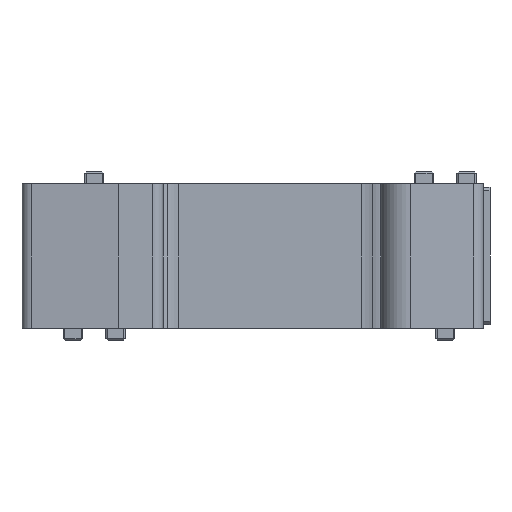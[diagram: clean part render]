
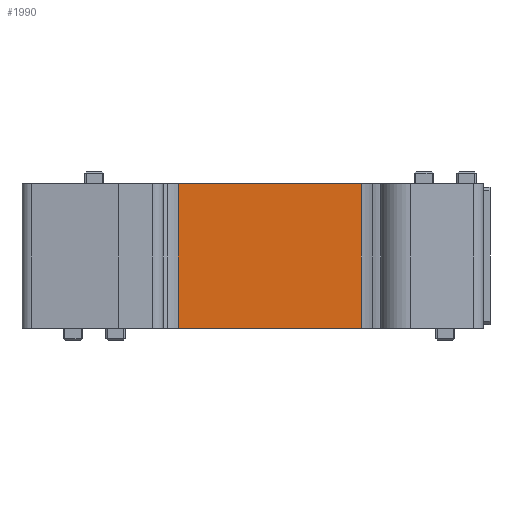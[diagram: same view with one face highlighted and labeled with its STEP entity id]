
A CAD part, front view. The second image highlights one B-rep face of the part: STEP entity #1990.
In plain terms, the highlighted planar face has unit normal (0, -1, 0).
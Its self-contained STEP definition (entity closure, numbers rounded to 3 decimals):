
#844=FACE_OUTER_BOUND('',#4093,.T.);
#1990=ADVANCED_FACE('',(#844),#3190,.F.);
#3190=PLANE('',#23938);
#4093=EDGE_LOOP('',(#7349,#7350,#7351,#7352));
#7349=ORIENTED_EDGE('',*,*,#15674,.T.);
#7350=ORIENTED_EDGE('',*,*,#16393,.T.);
#7351=ORIENTED_EDGE('',*,*,#16129,.T.);
#7352=ORIENTED_EDGE('',*,*,#16394,.T.);
#13357=VERTEX_POINT('',#33101);
#13358=VERTEX_POINT('',#33103);
#13790=VERTEX_POINT('',#33997);
#13791=VERTEX_POINT('',#33999);
#15674=EDGE_CURVE('',#13358,#13357,#18985,.T.);
#16129=EDGE_CURVE('',#13791,#13790,#19277,.T.);
#16393=EDGE_CURVE('',#13357,#13791,#19489,.T.);
#16394=EDGE_CURVE('',#13790,#13358,#19490,.T.);
#18985=LINE('',#33102,#21364);
#19277=LINE('',#33998,#21656);
#19489=LINE('',#34501,#21868);
#19490=LINE('',#34502,#21869);
#21364=VECTOR('',#26193,1.);
#21656=VECTOR('',#26827,1.);
#21868=VECTOR('',#27203,1.);
#21869=VECTOR('',#27204,1.);
#23938=AXIS2_PLACEMENT_3D('',#34503,#27205,#27206);
#26193=DIRECTION('',(-1.,0.,0.));
#26827=DIRECTION('',(1.,0.,0.));
#27203=DIRECTION('',(0.,0.,-1.));
#27204=DIRECTION('',(0.,0.,1.));
#27205=DIRECTION('',(0.,1.,0.));
#27206=DIRECTION('',(0.,0.,1.));
#33101=CARTESIAN_POINT('',(-13.321,-0.5,26.5));
#33102=CARTESIAN_POINT('',(0.,-0.5,26.5));
#33103=CARTESIAN_POINT('',(13.321,-0.5,26.5));
#33997=CARTESIAN_POINT('',(13.321,-0.5,5.5));
#33998=CARTESIAN_POINT('',(0.,-0.5,5.5));
#33999=CARTESIAN_POINT('',(-13.321,-0.5,5.5));
#34501=CARTESIAN_POINT('',(-13.321,-0.5,0.));
#34502=CARTESIAN_POINT('',(13.321,-0.5,0.));
#34503=CARTESIAN_POINT('',(0.,-0.5,0.));
